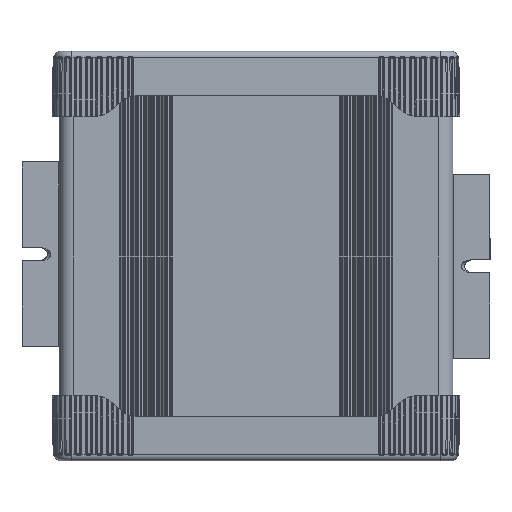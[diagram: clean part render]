
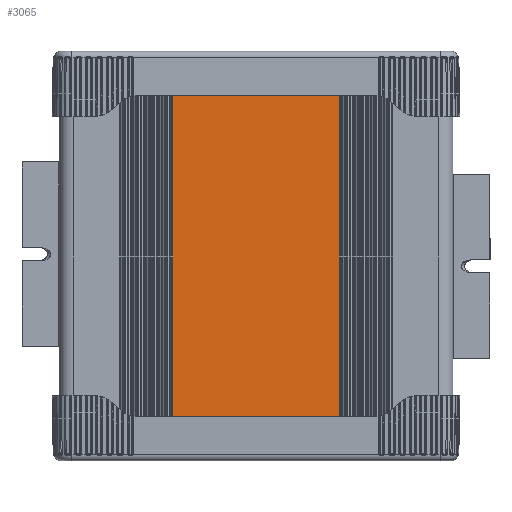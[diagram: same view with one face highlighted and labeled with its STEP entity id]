
A CAD part, front view. The second image highlights one B-rep face of the part: STEP entity #3065.
In plain terms, the highlighted planar face has unit normal (0, -1, 0).
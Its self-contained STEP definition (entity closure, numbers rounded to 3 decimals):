
#8 = VECTOR ( 'NONE', #16573, 1000. ) ;
#3065 = ADVANCED_FACE ( 'NONE', ( #33960 ), #67806, .F. ) ;
#4553 = CARTESIAN_POINT ( 'NONE',  ( -35.968, -26.25, 80.25 ) ) ;
#6174 = VERTEX_POINT ( 'NONE', #46447 ) ;
#12649 = VERTEX_POINT ( 'NONE', #16570 ) ;
#13945 = ORIENTED_EDGE ( 'NONE', *, *, #76452, .T. ) ;
#14862 = LINE ( 'NONE', #54055, #47088 ) ;
#16570 = CARTESIAN_POINT ( 'NONE',  ( -35.968, -26.25, 80.25 ) ) ;
#16573 = DIRECTION ( 'NONE',  ( 1., 0., 0. ) ) ;
#19833 = CARTESIAN_POINT ( 'NONE',  ( -35.968, -26.25, 80.25 ) ) ;
#25852 = VECTOR ( 'NONE', #76750, 1000. ) ;
#25872 = DIRECTION ( 'NONE',  ( 0., 1., 0. ) ) ;
#26028 = ORIENTED_EDGE ( 'NONE', *, *, #45550, .F. ) ;
#29830 = CARTESIAN_POINT ( 'NONE',  ( -35.968, -26.25, 80.25 ) ) ;
#33960 = FACE_OUTER_BOUND ( 'NONE', #72818, .T. ) ;
#36752 = AXIS2_PLACEMENT_3D ( 'NONE', #19833, #25872, #68052 ) ;
#37059 = DIRECTION ( 'NONE',  ( 0., 0., -1. ) ) ;
#45331 = EDGE_CURVE ( 'NONE', #12649, #52350, #58033, .T. ) ;
#45550 = EDGE_CURVE ( 'NONE', #54378, #6174, #72953, .T. ) ;
#45937 = ORIENTED_EDGE ( 'NONE', *, *, #46700, .F. ) ;
#46372 = LINE ( 'NONE', #29830, #8 ) ;
#46447 = CARTESIAN_POINT ( 'NONE',  ( 35.968, -26.25, -80.25 ) ) ;
#46700 = EDGE_CURVE ( 'NONE', #12649, #54378, #46372, .T. ) ;
#46784 = ORIENTED_EDGE ( 'NONE', *, *, #45331, .T. ) ;
#47088 = VECTOR ( 'NONE', #60097, 1000. ) ;
#49020 = CARTESIAN_POINT ( 'NONE',  ( 35.968, -26.25, 80.25 ) ) ;
#52350 = VERTEX_POINT ( 'NONE', #61264 ) ;
#54055 = CARTESIAN_POINT ( 'NONE',  ( -35.968, -26.25, -80.25 ) ) ;
#54378 = VERTEX_POINT ( 'NONE', #67059 ) ;
#57068 = VECTOR ( 'NONE', #37059, 1000. ) ;
#58033 = LINE ( 'NONE', #4553, #25852 ) ;
#60097 = DIRECTION ( 'NONE',  ( 1., 0., 0. ) ) ;
#61264 = CARTESIAN_POINT ( 'NONE',  ( -35.968, -26.25, -80.25 ) ) ;
#67059 = CARTESIAN_POINT ( 'NONE',  ( 35.968, -26.25, 80.25 ) ) ;
#67806 = PLANE ( 'NONE',  #36752 ) ;
#68052 = DIRECTION ( 'NONE',  ( 0., 0., 1. ) ) ;
#72818 = EDGE_LOOP ( 'NONE', ( #13945, #26028, #45937, #46784 ) ) ;
#72953 = LINE ( 'NONE', #49020, #57068 ) ;
#76452 = EDGE_CURVE ( 'NONE', #52350, #6174, #14862, .T. ) ;
#76750 = DIRECTION ( 'NONE',  ( 0., 0., -1. ) ) ;
